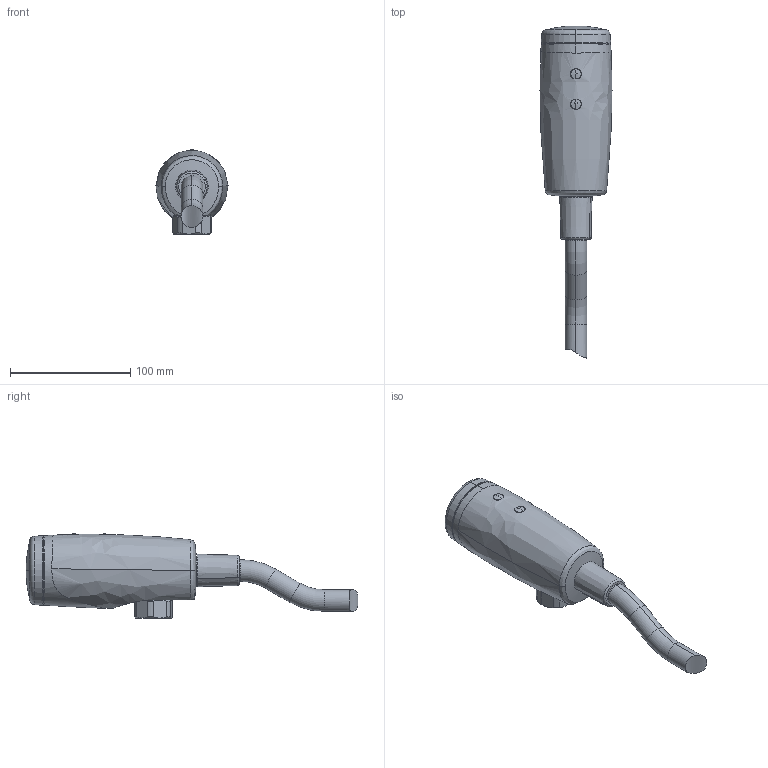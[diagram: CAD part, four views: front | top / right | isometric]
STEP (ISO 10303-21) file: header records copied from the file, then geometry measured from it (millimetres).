
FILE_DESCRIPTION (( 'STEP AP203' ), '1' );
FILE_NAME ('6568Z(2020)+09440189.STEP', '2020-02-12T12:00:10', ( '' ), ( '' ), 'SwSTEP 2.0', 'SolidWorks 2016', '' );
FILE_SCHEMA (( 'CONFIG_CONTROL_DESIGN' ));
Length unit declared in the file: millimetre
Products named in the file (1): 6568Z(2020)+09440189
Bounding box: 59.86 x 275.89 x 70.03 mm (x, y, z)
Volume: 411540.4 mm3; surface area: 40870.5 mm2
Topology: 1 solids, 1 shells, 94 faces, 231 edges, 144 vertices
Faces by surface type: cylinder 25, plane 19, cone 19, torus 18, bspline 11, sphere 2
Entity records: 4812 total; most frequent: CARTESIAN_POINT 2670, ORIENTED_EDGE 454, DIRECTION 405, EDGE_CURVE 227, AXIS2_PLACEMENT_3D 185, VERTEX_POINT 144, EDGE_LOOP 103, CIRCLE 101
